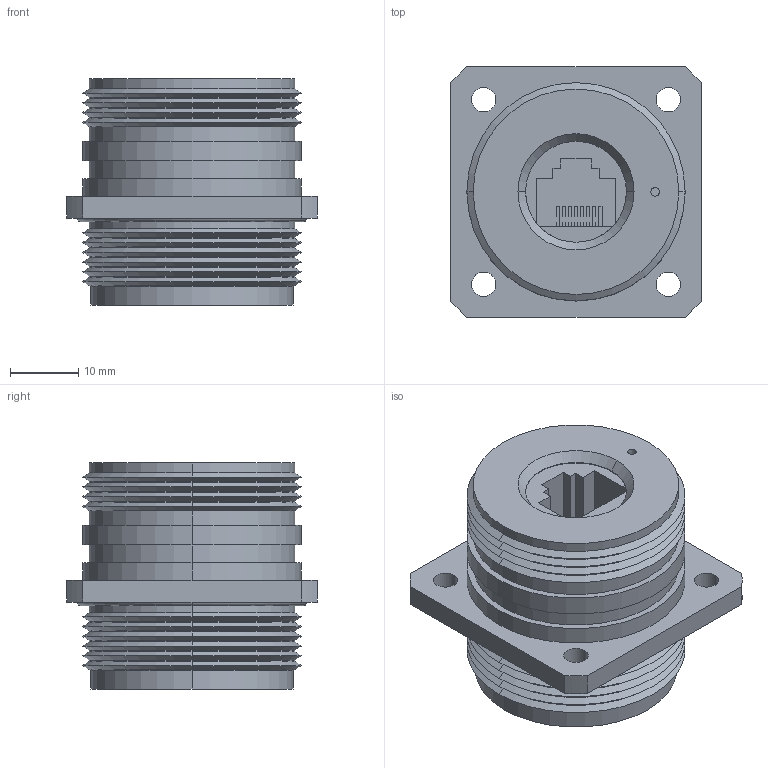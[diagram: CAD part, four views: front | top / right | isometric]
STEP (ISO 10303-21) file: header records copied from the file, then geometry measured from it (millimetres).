
FILE_DESCRIPTION (( 'STEP AP214' ), '1' );
FILE_NAME ('ECRD0203U00.STEP', '2014-05-05T18:42:02', ( 'L-Com' ), ( 'L-Com Global Connectivity' ), 'SwSTEP 2.0', 'SolidWorks 2014', '' );
FILE_SCHEMA (( 'AUTOMOTIVE_DESIGN' ));
Length unit declared in the file: inch
Products named in the file (1): ECRD0203U00
Bounding box: 36.58 x 36.58 x 33.02 mm (x, y, z)
Volume: 23496.2 mm3; surface area: 8539.8 mm2
Topology: 1 solids, 1 shells, 210 faces, 520 edges, 322 vertices
Faces by surface type: plane 112, cylinder 50, cone 46, torus 2
Entity records: 8956 total; most frequent: DIRECTION 1082, CARTESIAN_POINT 1053, ORIENTED_EDGE 1040, EDGE_CURVE 520, LINE 380, VECTOR 380, AXIS2_PLACEMENT_3D 351, VERTEX_POINT 322
